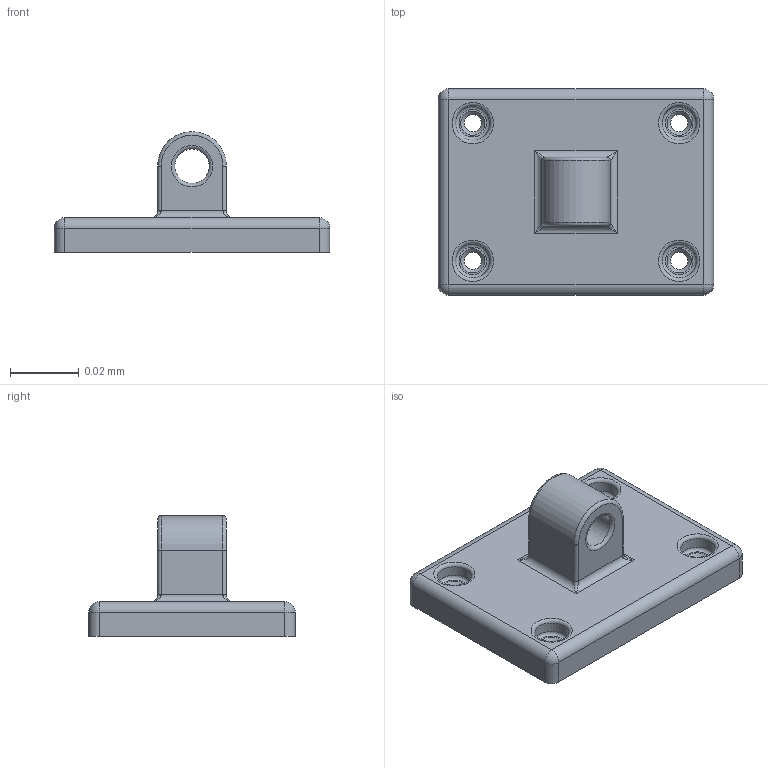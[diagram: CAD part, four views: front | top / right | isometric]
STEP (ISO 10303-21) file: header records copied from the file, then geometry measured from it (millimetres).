
FILE_DESCRIPTION(('Open CASCADE Model'),'2;1');
FILE_NAME('Open CASCADE Shape Model','2025-01-13T18:04:26',('Author'),( 'Open CASCADE'),'Open CASCADE STEP processor 7.7','Open CASCADE 7.7' ,'Unknown');
FILE_SCHEMA(('AUTOMOTIVE_DESIGN { 1 0 10303 214 1 1 1 1 }'));
Length unit declared in the file: metre
Products named in the file (1): Open CASCADE STEP translator 7.7 2
Bounding box: 0.08 x 0.06 x 0.04 mm (x, y, z)
Volume: 0 mm3; surface area: 0 mm2
Topology: 1 solids, 1 shells, 64 faces, 137 edges, 72 vertices
Faces by surface type: cylinder 26, plane 14, torus 12, cone 4, sphere 4, bspline 4
Full cylindrical faces by diameter (mm): 0.005 x4, 0.01 x5
Entity records: 1883 total; most frequent: CARTESIAN_POINT 518, DIRECTION 309, ORIENTED_EDGE 258, AXIS2_PLACEMENT_3D 129, EDGE_CURVE 129, FACE_BOUND 79, EDGE_LOOP 79, VERTEX_POINT 72
